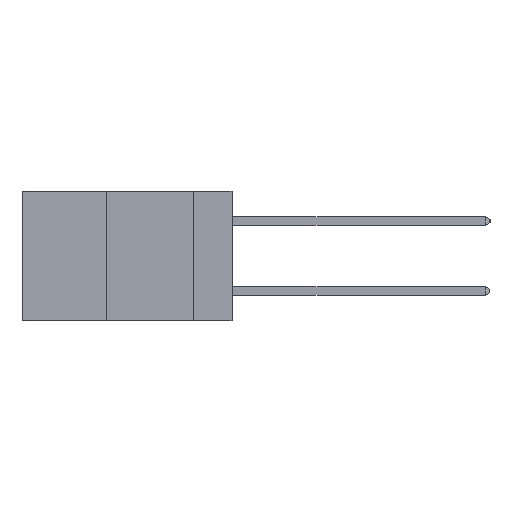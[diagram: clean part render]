
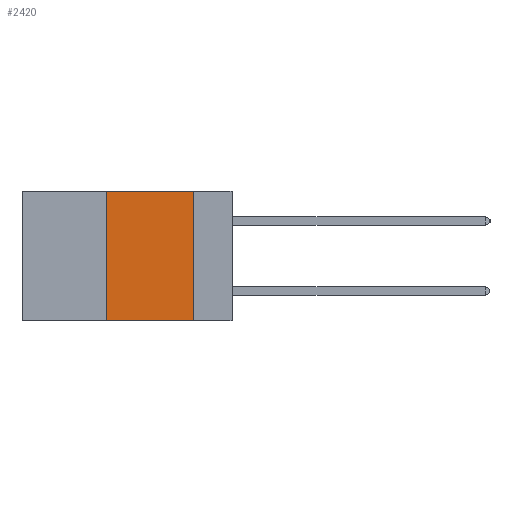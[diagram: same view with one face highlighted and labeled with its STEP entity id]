
A CAD part, left-side view. The second image highlights one B-rep face of the part: STEP entity #2420.
In plain terms, the highlighted planar face has unit normal (-1, 0, 0).
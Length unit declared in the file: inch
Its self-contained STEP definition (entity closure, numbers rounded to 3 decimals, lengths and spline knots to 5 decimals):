
#619 = CARTESIAN_POINT ( 'NONE',  ( 0., 0.11, 0. ) ) ;
#744 = CARTESIAN_POINT ( 'NONE',  ( 0., 0.36, 0. ) ) ;
#1172 = AXIS2_PLACEMENT_3D ( 'NONE', #14969, #16477, #7336 ) ;
#2420 = ADVANCED_FACE ( 'NONE', ( #4682 ), #8831, .F. ) ;
#2460 = CARTESIAN_POINT ( 'NONE',  ( 0., 0.6, 0. ) ) ;
#2578 = VECTOR ( 'NONE', #5625, 39.37008 ) ;
#3967 = CARTESIAN_POINT ( 'NONE',  ( 0., 0.11, 0. ) ) ;
#4154 = VERTEX_POINT ( 'NONE', #11601 ) ;
#4544 = EDGE_LOOP ( 'NONE', ( #19790, #19832, #19872, #18613 ) ) ;
#4637 = CARTESIAN_POINT ( 'NONE',  ( 0., 0.6, -0.37 ) ) ;
#4682 = FACE_OUTER_BOUND ( 'NONE', #4544, .T. ) ;
#5294 = EDGE_CURVE ( 'NONE', #5725, #12547, #19878, .T. ) ;
#5625 = DIRECTION ( 'NONE',  ( 0., 0., -1. ) ) ;
#5725 = VERTEX_POINT ( 'NONE', #18749 ) ;
#6751 = VECTOR ( 'NONE', #8617, 39.37008 ) ;
#7336 = DIRECTION ( 'NONE',  ( 0., 0., -1. ) ) ;
#8617 = DIRECTION ( 'NONE',  ( 0., 0., 1. ) ) ;
#8831 = PLANE ( 'NONE',  #1172 ) ;
#9392 = VERTEX_POINT ( 'NONE', #619 ) ;
#9472 = EDGE_CURVE ( 'NONE', #9392, #4154, #18943, .T. ) ;
#11452 = VECTOR ( 'NONE', #11824, 39.37008 ) ;
#11601 = CARTESIAN_POINT ( 'NONE',  ( 0., 0.11, -0.37 ) ) ;
#11824 = DIRECTION ( 'NONE',  ( 0., -1., 0. ) ) ;
#12365 = DIRECTION ( 'NONE',  ( 0., -1., 0. ) ) ;
#12547 = VERTEX_POINT ( 'NONE', #18274 ) ;
#12629 = VECTOR ( 'NONE', #12365, 39.37008 ) ;
#13106 = LINE ( 'NONE', #4637, #12629 ) ;
#14969 = CARTESIAN_POINT ( 'NONE',  ( 0., 0.6, 0. ) ) ;
#15113 = EDGE_CURVE ( 'NONE', #12547, #9392, #15488, .T. ) ;
#15488 = LINE ( 'NONE', #2460, #11452 ) ;
#16477 = DIRECTION ( 'NONE',  ( 1., 0., 0. ) ) ;
#18274 = CARTESIAN_POINT ( 'NONE',  ( 0., 0.36, 0. ) ) ;
#18613 = ORIENTED_EDGE ( 'NONE', *, *, #18741, .T. ) ;
#18741 = EDGE_CURVE ( 'NONE', #5725, #4154, #13106, .T. ) ;
#18749 = CARTESIAN_POINT ( 'NONE',  ( 0., 0.36, -0.37 ) ) ;
#18943 = LINE ( 'NONE', #3967, #2578 ) ;
#19790 = ORIENTED_EDGE ( 'NONE', *, *, #9472, .F. ) ;
#19832 = ORIENTED_EDGE ( 'NONE', *, *, #15113, .F. ) ;
#19872 = ORIENTED_EDGE ( 'NONE', *, *, #5294, .F. ) ;
#19878 = LINE ( 'NONE', #744, #6751 ) ;
